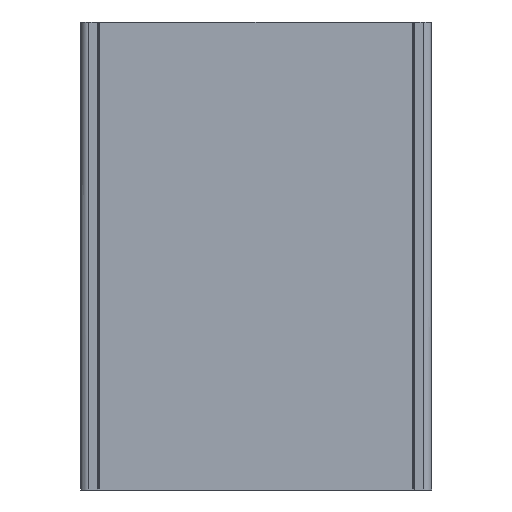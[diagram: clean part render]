
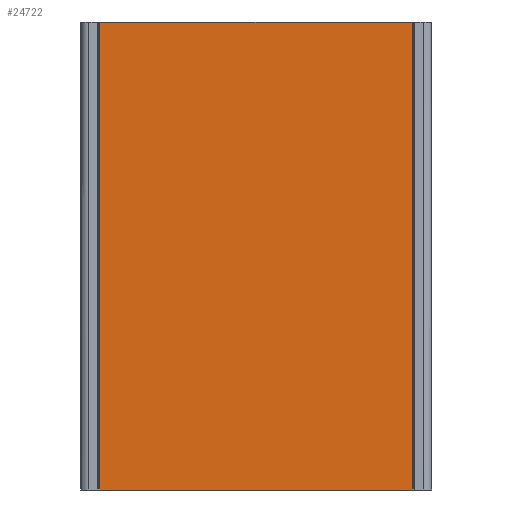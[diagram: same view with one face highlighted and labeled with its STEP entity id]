
A CAD part, front view. The second image highlights one B-rep face of the part: STEP entity #24722.
In plain terms, the highlighted free-form (B-spline) face has degree [1, 1] with [2, 2] control points.
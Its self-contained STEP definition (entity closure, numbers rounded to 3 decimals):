
#22 = VERTEX_POINT('',#23);
#23 = CARTESIAN_POINT('',(-30.751,49.25,0.));
#32 = ( BOUNDED_SURFACE() B_SPLINE_SURFACE(1,2,(
    (#33,#34,#35)
    ,(#36,#37,#38
)),.UNSPECIFIED.,.F.,.F.,.F.) B_SPLINE_SURFACE_WITH_KNOTS((2,2),(3,3),(
    0.,220.),(0.,1.535),.PIECEWISE_BEZIER_KNOTS.) 
GEOMETRIC_REPRESENTATION_ITEM() RATIONAL_B_SPLINE_SURFACE((
    (1.,0.72,1.)
,(1.,0.72,1.))) REPRESENTATION_ITEM('') SURFACE() );
#33 = CARTESIAN_POINT('',(-31.75,48.286,220.));
#34 = CARTESIAN_POINT('',(-31.715,49.25,220.));
#35 = CARTESIAN_POINT('',(-30.751,49.25,220.));
#36 = CARTESIAN_POINT('',(-31.75,48.286,0.));
#37 = CARTESIAN_POINT('',(-31.715,49.25,0.));
#38 = CARTESIAN_POINT('',(-30.751,49.25,0.));
#45 = B_SPLINE_SURFACE_WITH_KNOTS('',1,1,(
    (#46,#47)
    ,(#48,#49
    )),.UNSPECIFIED.,.F.,.F.,.F.,(2,2),(2,2),(0.,165.),(0.,
    51.5),.PIECEWISE_BEZIER_KNOTS.);
#46 = CARTESIAN_POINT('',(125.25,0.,0.));
#47 = CARTESIAN_POINT('',(125.25,51.5,0.));
#48 = CARTESIAN_POINT('',(-39.75,0.,0.));
#49 = CARTESIAN_POINT('',(-39.75,51.5,0.));
#79 = EDGE_CURVE('',#22,#80,#82,.T.);
#80 = VERTEX_POINT('',#81);
#81 = CARTESIAN_POINT('',(-30.751,49.25,220.));
#82 = SURFACE_CURVE('',#83,(#86,#92),.PCURVE_S1.);
#83 = B_SPLINE_CURVE_WITH_KNOTS('',1,(#84,#85),.UNSPECIFIED.,.F.,.F.,(2,
    2),(0.,1.),.PIECEWISE_BEZIER_KNOTS.);
#84 = CARTESIAN_POINT('',(-30.751,49.25,0.));
#85 = CARTESIAN_POINT('',(-30.751,49.25,220.));
#86 = PCURVE('',#32,#87);
#87 = DEFINITIONAL_REPRESENTATION('',(#88),#91);
#88 = B_SPLINE_CURVE_WITH_KNOTS('',1,(#89,#90),.UNSPECIFIED.,.F.,.F.,(2,
    2),(0.,1.),.PIECEWISE_BEZIER_KNOTS.);
#89 = CARTESIAN_POINT('',(220.,1.535));
#90 = CARTESIAN_POINT('',(0.,1.535));
#91 = ( GEOMETRIC_REPRESENTATION_CONTEXT(2) 
PARAMETRIC_REPRESENTATION_CONTEXT() REPRESENTATION_CONTEXT('2D SPACE',''
  ) );
#92 = PCURVE('',#93,#98);
#93 = B_SPLINE_SURFACE_WITH_KNOTS('',1,1,(
    (#94,#95)
    ,(#96,#97
    )),.UNSPECIFIED.,.F.,.F.,.F.,(2,2),(2,2),(0.,220.),(0.,
    147.001),.PIECEWISE_BEZIER_KNOTS.);
#94 = CARTESIAN_POINT('',(-30.751,49.25,220.));
#95 = CARTESIAN_POINT('',(116.251,49.25,220.));
#96 = CARTESIAN_POINT('',(-30.751,49.25,0.));
#97 = CARTESIAN_POINT('',(116.251,49.25,0.));
#98 = DEFINITIONAL_REPRESENTATION('',(#99),#102);
#99 = B_SPLINE_CURVE_WITH_KNOTS('',1,(#100,#101),.UNSPECIFIED.,.F.,.F.,(
    2,2),(0.,1.),.PIECEWISE_BEZIER_KNOTS.);
#100 = CARTESIAN_POINT('',(220.,0.));
#101 = CARTESIAN_POINT('',(0.,0.));
#102 = ( GEOMETRIC_REPRESENTATION_CONTEXT(2) 
PARAMETRIC_REPRESENTATION_CONTEXT() REPRESENTATION_CONTEXT('2D SPACE',''
  ) );
#119 = B_SPLINE_SURFACE_WITH_KNOTS('',1,1,(
    (#120,#121)
    ,(#122,#123
    )),.UNSPECIFIED.,.F.,.F.,.F.,(2,2),(2,2),(0.,165.),(0.,
    51.5),.PIECEWISE_BEZIER_KNOTS.);
#120 = CARTESIAN_POINT('',(-39.75,0.,220.));
#121 = CARTESIAN_POINT('',(-39.75,51.5,220.));
#122 = CARTESIAN_POINT('',(125.25,0.,220.));
#123 = CARTESIAN_POINT('',(125.25,51.5,220.));
#196 = VERTEX_POINT('',#197);
#197 = CARTESIAN_POINT('',(116.251,49.25,220.));
#204 = ( BOUNDED_SURFACE() B_SPLINE_SURFACE(1,2,(
    (#205,#206,#207)
    ,(#208,#209,#210
)),.UNSPECIFIED.,.F.,.F.,.F.) B_SPLINE_SURFACE_WITH_KNOTS((2,2),(3,3),(
    -220.,0.),(0.,1.535),.PIECEWISE_BEZIER_KNOTS.) 
GEOMETRIC_REPRESENTATION_ITEM() RATIONAL_B_SPLINE_SURFACE((
    (1.,0.72,1.)
,(1.,0.72,1.))) REPRESENTATION_ITEM('') SURFACE() );
#205 = CARTESIAN_POINT('',(117.25,48.286,0.));
#206 = CARTESIAN_POINT('',(117.215,49.25,0.));
#207 = CARTESIAN_POINT('',(116.251,49.25,0.));
#208 = CARTESIAN_POINT('',(117.25,48.286,220.));
#209 = CARTESIAN_POINT('',(117.215,49.25,220.));
#210 = CARTESIAN_POINT('',(116.251,49.25,220.));
#246 = EDGE_CURVE('',#196,#247,#249,.T.);
#247 = VERTEX_POINT('',#248);
#248 = CARTESIAN_POINT('',(116.251,49.25,0.));
#249 = SURFACE_CURVE('',#250,(#253,#259),.PCURVE_S1.);
#250 = B_SPLINE_CURVE_WITH_KNOTS('',1,(#251,#252),.UNSPECIFIED.,.F.,.F.,
  (2,2),(0.,1.),.PIECEWISE_BEZIER_KNOTS.);
#251 = CARTESIAN_POINT('',(116.251,49.25,220.));
#252 = CARTESIAN_POINT('',(116.251,49.25,0.));
#253 = PCURVE('',#204,#254);
#254 = DEFINITIONAL_REPRESENTATION('',(#255),#258);
#255 = B_SPLINE_CURVE_WITH_KNOTS('',1,(#256,#257),.UNSPECIFIED.,.F.,.F.,
  (2,2),(0.,1.),.PIECEWISE_BEZIER_KNOTS.);
#256 = CARTESIAN_POINT('',(0.,1.535));
#257 = CARTESIAN_POINT('',(-220.,1.535));
#258 = ( GEOMETRIC_REPRESENTATION_CONTEXT(2) 
PARAMETRIC_REPRESENTATION_CONTEXT() REPRESENTATION_CONTEXT('2D SPACE',''
  ) );
#259 = PCURVE('',#93,#260);
#260 = DEFINITIONAL_REPRESENTATION('',(#261),#264);
#261 = B_SPLINE_CURVE_WITH_KNOTS('',1,(#262,#263),.UNSPECIFIED.,.F.,.F.,
  (2,2),(0.,1.),.PIECEWISE_BEZIER_KNOTS.);
#262 = CARTESIAN_POINT('',(0.,147.001));
#263 = CARTESIAN_POINT('',(220.,147.001));
#264 = ( GEOMETRIC_REPRESENTATION_CONTEXT(2) 
PARAMETRIC_REPRESENTATION_CONTEXT() REPRESENTATION_CONTEXT('2D SPACE',''
  ) );
#24722 = ADVANCED_FACE('',(#24723),#93,.T.);
#24723 = FACE_BOUND('',#24724,.T.);
#24724 = EDGE_LOOP('',(#24725,#24726,#24744,#24745));
#24725 = ORIENTED_EDGE('',*,*,#79,.F.);
#24726 = ORIENTED_EDGE('',*,*,#24727,.T.);
#24727 = EDGE_CURVE('',#22,#247,#24728,.T.);
#24728 = SURFACE_CURVE('',#24729,(#24732,#24738),.PCURVE_S1.);
#24729 = B_SPLINE_CURVE_WITH_KNOTS('',1,(#24730,#24731),.UNSPECIFIED.,
  .F.,.F.,(2,2),(0.,1.),.PIECEWISE_BEZIER_KNOTS.);
#24730 = CARTESIAN_POINT('',(-30.751,49.25,0.));
#24731 = CARTESIAN_POINT('',(116.251,49.25,0.));
#24732 = PCURVE('',#93,#24733);
#24733 = DEFINITIONAL_REPRESENTATION('',(#24734),#24737);
#24734 = B_SPLINE_CURVE_WITH_KNOTS('',1,(#24735,#24736),.UNSPECIFIED.,
  .F.,.F.,(2,2),(0.,1.),.PIECEWISE_BEZIER_KNOTS.);
#24735 = CARTESIAN_POINT('',(220.,0.));
#24736 = CARTESIAN_POINT('',(220.,147.001));
#24737 = ( GEOMETRIC_REPRESENTATION_CONTEXT(2) 
PARAMETRIC_REPRESENTATION_CONTEXT() REPRESENTATION_CONTEXT('2D SPACE',''
  ) );
#24738 = PCURVE('',#45,#24739);
#24739 = DEFINITIONAL_REPRESENTATION('',(#24740),#24743);
#24740 = B_SPLINE_CURVE_WITH_KNOTS('',1,(#24741,#24742),.UNSPECIFIED.,
  .F.,.F.,(2,2),(0.,1.),.PIECEWISE_BEZIER_KNOTS.);
#24741 = CARTESIAN_POINT('',(156.001,49.25));
#24742 = CARTESIAN_POINT('',(8.999,49.25));
#24743 = ( GEOMETRIC_REPRESENTATION_CONTEXT(2) 
PARAMETRIC_REPRESENTATION_CONTEXT() REPRESENTATION_CONTEXT('2D SPACE',''
  ) );
#24744 = ORIENTED_EDGE('',*,*,#246,.F.);
#24745 = ORIENTED_EDGE('',*,*,#24746,.T.);
#24746 = EDGE_CURVE('',#196,#80,#24747,.T.);
#24747 = SURFACE_CURVE('',#24748,(#24751,#24757),.PCURVE_S1.);
#24748 = B_SPLINE_CURVE_WITH_KNOTS('',1,(#24749,#24750),.UNSPECIFIED.,
  .F.,.F.,(2,2),(0.,1.),.PIECEWISE_BEZIER_KNOTS.);
#24749 = CARTESIAN_POINT('',(116.251,49.25,220.));
#24750 = CARTESIAN_POINT('',(-30.751,49.25,220.));
#24751 = PCURVE('',#93,#24752);
#24752 = DEFINITIONAL_REPRESENTATION('',(#24753),#24756);
#24753 = B_SPLINE_CURVE_WITH_KNOTS('',1,(#24754,#24755),.UNSPECIFIED.,
  .F.,.F.,(2,2),(0.,1.),.PIECEWISE_BEZIER_KNOTS.);
#24754 = CARTESIAN_POINT('',(0.,147.001));
#24755 = CARTESIAN_POINT('',(0.,0.));
#24756 = ( GEOMETRIC_REPRESENTATION_CONTEXT(2) 
PARAMETRIC_REPRESENTATION_CONTEXT() REPRESENTATION_CONTEXT('2D SPACE',''
  ) );
#24757 = PCURVE('',#119,#24758);
#24758 = DEFINITIONAL_REPRESENTATION('',(#24759),#24762);
#24759 = B_SPLINE_CURVE_WITH_KNOTS('',1,(#24760,#24761),.UNSPECIFIED.,
  .F.,.F.,(2,2),(0.,1.),.PIECEWISE_BEZIER_KNOTS.);
#24760 = CARTESIAN_POINT('',(156.001,49.25));
#24761 = CARTESIAN_POINT('',(8.999,49.25));
#24762 = ( GEOMETRIC_REPRESENTATION_CONTEXT(2) 
PARAMETRIC_REPRESENTATION_CONTEXT() REPRESENTATION_CONTEXT('2D SPACE',''
  ) );
